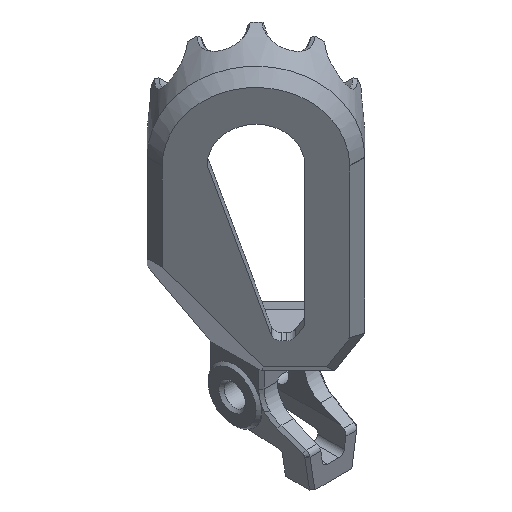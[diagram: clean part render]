
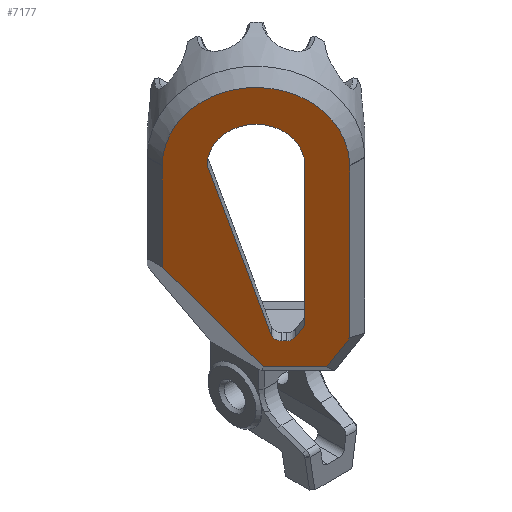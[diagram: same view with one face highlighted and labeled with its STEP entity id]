
A CAD part, isometric view. The second image highlights one B-rep face of the part: STEP entity #7177.
In plain terms, the highlighted planar face has unit normal (-0.707, -0.707, 0.035).
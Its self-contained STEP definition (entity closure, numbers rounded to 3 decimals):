
#97=CIRCLE('',#7499,13.);
#98=CIRCLE('',#7500,3.);
#99=CIRCLE('',#7501,3.);
#158=FACE_BOUND('',#961,.T.);
#539=FACE_OUTER_BOUND('',#960,.T.);
#960=EDGE_LOOP('',(#5539,#5540,#5541,#5542,#5543,#5544,#5545,#5546));
#961=EDGE_LOOP('',(#5547,#5548,#5549,#5550,#5551,#5552,#5553));
#1465=LINE('',#11618,#1918);
#1470=LINE('',#11627,#1923);
#1471=LINE('',#11630,#1924);
#1472=LINE('',#11632,#1925);
#1473=LINE('',#11654,#1926);
#1474=LINE('',#11657,#1927);
#1475=LINE('',#11661,#1928);
#1476=LINE('',#11663,#1929);
#1477=LINE('',#11667,#1930);
#1918=VECTOR('',#8068,10.);
#1923=VECTOR('',#8075,10.);
#1924=VECTOR('',#8078,10.);
#1925=VECTOR('',#8079,10.);
#1926=VECTOR('',#8080,10.);
#1927=VECTOR('',#8081,10.);
#1928=VECTOR('',#8084,10.);
#1929=VECTOR('',#8085,10.);
#1930=VECTOR('',#8088,10.);
#2358=B_SPLINE_CURVE_WITH_KNOTS('',3,(#11634,#11635,#11636,#11637),
 .UNSPECIFIED.,.F.,.F.,(4,4),(1.571,1.576),
 .UNSPECIFIED.);
#2359=B_SPLINE_CURVE_WITH_KNOTS('',3,(#11639,#11640,#11641,#11642,#11643,
#11644,#11645,#11646,#11647,#11648),.UNSPECIFIED.,.F.,.F.,(4,1,1,1,1,1,
1,4),(-4.708,-4.26,-3.813,-3.365,
-2.918,-2.47,-2.023,-1.576),
 .UNSPECIFIED.);
#2360=B_SPLINE_CURVE_WITH_KNOTS('',3,(#11650,#11651,#11652,#11653),
 .UNSPECIFIED.,.F.,.F.,(4,4),(-1.576,-1.571),
 .UNSPECIFIED.);
#3053=VERTEX_POINT('',#11615);
#3054=VERTEX_POINT('',#11617);
#3057=VERTEX_POINT('',#11625);
#3058=VERTEX_POINT('',#11629);
#3059=VERTEX_POINT('',#11631);
#3060=VERTEX_POINT('',#11633);
#3061=VERTEX_POINT('',#11638);
#3062=VERTEX_POINT('',#11649);
#3063=VERTEX_POINT('',#11655);
#3064=VERTEX_POINT('',#11656);
#3065=VERTEX_POINT('',#11658);
#3066=VERTEX_POINT('',#11660);
#3067=VERTEX_POINT('',#11662);
#3068=VERTEX_POINT('',#11664);
#3069=VERTEX_POINT('',#11666);
#3937=EDGE_CURVE('',#3053,#3054,#1465,.T.);
#3942=EDGE_CURVE('',#3053,#3057,#1470,.T.);
#3943=EDGE_CURVE('',#3057,#3058,#1471,.T.);
#3944=EDGE_CURVE('',#3058,#3059,#1472,.T.);
#3945=EDGE_CURVE('',#3059,#3060,#2358,.T.);
#3946=EDGE_CURVE('',#3060,#3061,#2359,.T.);
#3947=EDGE_CURVE('',#3061,#3062,#2360,.T.);
#3948=EDGE_CURVE('',#3062,#3054,#1473,.T.);
#3949=EDGE_CURVE('',#3063,#3064,#1474,.T.);
#3950=EDGE_CURVE('',#3065,#3063,#97,.T.);
#3951=EDGE_CURVE('',#3066,#3065,#1475,.T.);
#3952=EDGE_CURVE('',#3067,#3066,#1476,.T.);
#3953=EDGE_CURVE('',#3068,#3067,#98,.T.);
#3954=EDGE_CURVE('',#3069,#3068,#1477,.T.);
#3955=EDGE_CURVE('',#3064,#3069,#99,.T.);
#5539=ORIENTED_EDGE('',*,*,#3937,.F.);
#5540=ORIENTED_EDGE('',*,*,#3942,.T.);
#5541=ORIENTED_EDGE('',*,*,#3943,.T.);
#5542=ORIENTED_EDGE('',*,*,#3944,.T.);
#5543=ORIENTED_EDGE('',*,*,#3945,.T.);
#5544=ORIENTED_EDGE('',*,*,#3946,.T.);
#5545=ORIENTED_EDGE('',*,*,#3947,.T.);
#5546=ORIENTED_EDGE('',*,*,#3948,.T.);
#5547=ORIENTED_EDGE('',*,*,#3949,.F.);
#5548=ORIENTED_EDGE('',*,*,#3950,.F.);
#5549=ORIENTED_EDGE('',*,*,#3951,.F.);
#5550=ORIENTED_EDGE('',*,*,#3952,.F.);
#5551=ORIENTED_EDGE('',*,*,#3953,.F.);
#5552=ORIENTED_EDGE('',*,*,#3954,.F.);
#5553=ORIENTED_EDGE('',*,*,#3955,.F.);
#6903=PLANE('',#7498);
#7177=ADVANCED_FACE('',(#539,#158),#6903,.T.);
#7498=AXIS2_PLACEMENT_3D('',#11628,#8076,#8077);
#7499=AXIS2_PLACEMENT_3D('',#11659,#8082,#8083);
#7500=AXIS2_PLACEMENT_3D('',#11665,#8086,#8087);
#7501=AXIS2_PLACEMENT_3D('',#11668,#8089,#8090);
#8068=DIRECTION('',(-0.439,0.477,0.761));
#8075=DIRECTION('',(0.707,-0.707,0.));
#8076=DIRECTION('center_axis',(-0.707,-0.707,0.035));
#8077=DIRECTION('ref_axis',(0.049,0.,0.999));
#8078=DIRECTION('',(0.413,-0.372,0.832));
#8079=DIRECTION('',(0.025,0.025,0.999));
#8080=DIRECTION('',(-0.025,-0.025,-0.999));
#8081=DIRECTION('',(0.189,-0.236,-0.953));
#8082=DIRECTION('center_axis',(-0.707,-0.707,0.035));
#8083=DIRECTION('ref_axis',(0.707,-0.707,0.));
#8084=DIRECTION('',(0.025,0.025,0.999));
#8085=DIRECTION('',(0.413,-0.372,0.832));
#8086=DIRECTION('center_axis',(-0.707,-0.707,0.035));
#8087=DIRECTION('ref_axis',(-0.025,-0.025,-0.999));
#8088=DIRECTION('',(0.707,-0.707,0.));
#8089=DIRECTION('center_axis',(-0.707,-0.707,0.035));
#8090=DIRECTION('ref_axis',(-0.682,0.667,-0.301));
#11615=CARTESIAN_POINT('',(-14.357,-12.206,16.998));
#11617=CARTESIAN_POINT('',(-32.689,7.694,48.75));
#11618=CARTESIAN_POINT('',(-19.149,-7.004,25.297));
#11625=CARTESIAN_POINT('',(-2.46,-24.103,16.998));
#11627=CARTESIAN_POINT('',(-8.371,-18.192,16.998));
#11628=CARTESIAN_POINT('Origin',(-14.696,-9.669,61.5));
#11629=CARTESIAN_POINT('',(2.11,-28.218,26.21));
#11630=CARTESIAN_POINT('',(5.733,-31.48,33.512));
#11631=CARTESIAN_POINT('',(3.463,-26.865,81.));
#11632=CARTESIAN_POINT('',(3.233,-27.094,71.712));
#11633=CARTESIAN_POINT('',(3.465,-26.862,81.12));
#11634=CARTESIAN_POINT('Ctrl Pts',(3.463,-26.865,81.));
#11635=CARTESIAN_POINT('Ctrl Pts',(3.464,-26.864,81.04));
#11636=CARTESIAN_POINT('Ctrl Pts',(3.465,-26.863,81.08));
#11637=CARTESIAN_POINT('Ctrl Pts',(3.465,-26.862,81.12));
#11638=CARTESIAN_POINT('',(-31.889,8.493,81.12));
#11639=CARTESIAN_POINT('Ctrl Pts',(3.465,-26.862,81.12));
#11640=CARTESIAN_POINT('Ctrl Pts',(3.545,-26.757,84.85));
#11641=CARTESIAN_POINT('Ctrl Pts',(2.504,-25.348,92.297));
#11642=CARTESIAN_POINT('Ctrl Pts',(-2.348,-20.054,
101.248));
#11643=CARTESIAN_POINT('Ctrl Pts',(-9.538,-12.619,
106.206));
#11644=CARTESIAN_POINT('Ctrl Pts',(-17.647,-4.51,
106.21));
#11645=CARTESIAN_POINT('Ctrl Pts',(-25.08,2.678,101.244));
#11646=CARTESIAN_POINT('Ctrl Pts',(-30.377,7.533,92.299));
#11647=CARTESIAN_POINT('Ctrl Pts',(-31.785,8.573,84.85));
#11648=CARTESIAN_POINT('Ctrl Pts',(-31.889,8.493,81.12));
#11649=CARTESIAN_POINT('',(-31.893,8.49,81.));
#11650=CARTESIAN_POINT('Ctrl Pts',(-31.889,8.493,81.12));
#11651=CARTESIAN_POINT('Ctrl Pts',(-31.891,8.492,81.08));
#11652=CARTESIAN_POINT('Ctrl Pts',(-31.892,8.491,81.04));
#11653=CARTESIAN_POINT('Ctrl Pts',(-31.893,8.49,81.));
#11654=CARTESIAN_POINT('',(-32.591,7.792,52.735));
#11655=CARTESIAN_POINT('',(-23.4,0.012,81.279));
#11656=CARTESIAN_POINT('',(-12.698,-13.353,27.375));
#11657=CARTESIAN_POINT('',(-15.893,-9.363,43.469));
#11658=CARTESIAN_POINT('',(-5.016,-18.373,81.279));
#11659=CARTESIAN_POINT('Origin',(-14.208,-9.18,81.279));
#11660=CARTESIAN_POINT('',(-6.279,-19.636,30.124));
#11661=CARTESIAN_POINT('',(-5.26,-18.617,71.39));
#11662=CARTESIAN_POINT('',(-8.019,-18.069,26.615));
#11663=CARTESIAN_POINT('',(-2.376,-23.151,37.991));
#11664=CARTESIAN_POINT('',(-9.818,-16.336,25.279));
#11665=CARTESIAN_POINT('Origin',(-9.744,-16.262,28.277));
#11666=CARTESIAN_POINT('',(-10.726,-15.428,25.279));
#11667=CARTESIAN_POINT('',(-12.704,-13.45,25.279));
#11668=CARTESIAN_POINT('Origin',(-10.652,-15.354,28.277));
